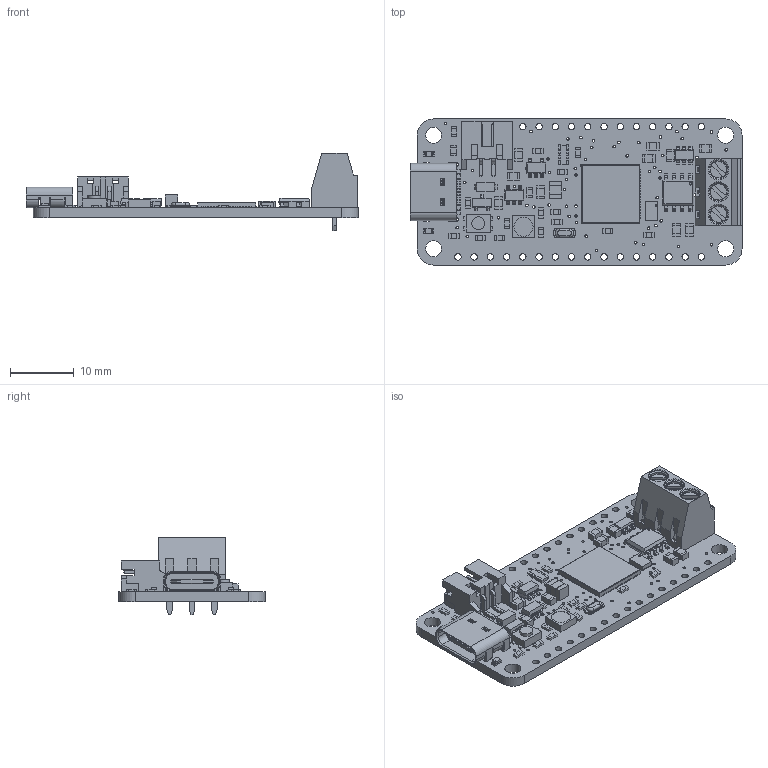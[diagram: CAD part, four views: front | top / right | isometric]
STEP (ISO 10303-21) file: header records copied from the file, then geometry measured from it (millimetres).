
FILE_DESCRIPTION(/* description */ (''),/* implementation_level */ '2;1');
FILE_NAME(/* name */ 'PCB Component.step',/* time_stamp */ '2025-07-09T16:42:21-04:00',/* author */ (''),/* organization */ (''),/* preprocessor_version */ 'ST-DEVELOPER v20.1',/* originating_system */ 'Autodesk Translation Framework v14.10.0.0',/* authorisation */ '');
FILE_SCHEMA (('AUTOMOTIVE_DESIGN { 1 0 10303 214 3 1 1 }'));
Products named in the file (23): PCB Component; Board; 60 ohm; 5.1K; ORANGE; KMR2; AP2112-3.3; JSTPH; MCP73831T-2ACI/OT; 32.768; WS2812B3535; 2MB Flash; MBR540; DMG341; 100K; ATSAMD51J; 10uH; TCAN1051HGV; 3.5mm; 10uF; AP3602; 1uF; USB Type C
Assembly tree (46 placements, depth 2):
  PCB Component
    Board
    60 ohm  x8
    5.1K  x17
    ORANGE  x2
    KMR2
    AP2112-3.3
    JSTPH
    MCP73831T-2ACI/OT
    32.768
    WS2812B3535
    2MB Flash
    MBR540
    DMG341
    100K
    ATSAMD51J
    10uH
    TCAN1051HGV
    3.5mm
    10uF
    AP3602
    1uF
    USB Type C
Bounding box: 51.95 x 22.86 x 12.1 mm (x, y, z)
Volume: 2606.3 mm3; surface area: 5118.7 mm2
Topology: 111 solids, 111 shells, 2614 faces, 6833 edges, 4464 vertices
Faces by surface type: plane 2090, cylinder 454, bspline 37, torus 21, sphere 6, cone 6
Full cylindrical faces by diameter (mm): 0.3 x1, 0.39 x1, 0.394 x36, 0.4 x48, 0.5 x6, 0.65 x2, 1 x31, 2 x1, 2.5 x2, 2.54 x2, 2.9 x3, 3 x7
Entity records: 73416 total; most frequent: CARTESIAN_POINT 14743, ORIENTED_EDGE 11680, DIRECTION 11327, EDGE_CURVE 5840, LINE 4805, VECTOR 4805, VERTEX_POINT 3806, AXIS2_PLACEMENT_3D 3261
